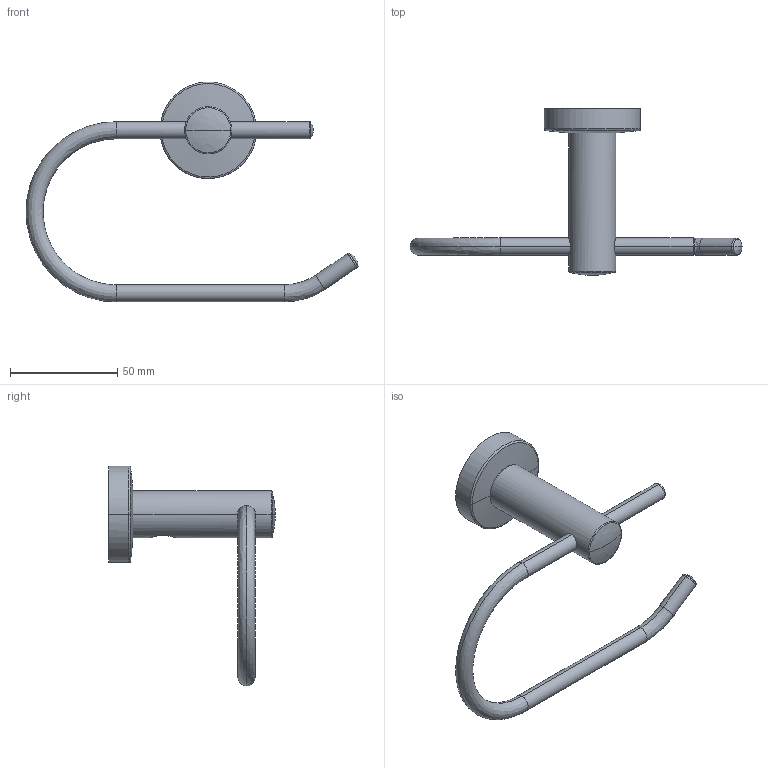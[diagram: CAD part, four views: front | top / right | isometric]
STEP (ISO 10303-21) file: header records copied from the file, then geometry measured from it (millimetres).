
FILE_DESCRIPTION(/* description */ (''),/* implementation_level */ '2;1');
FILE_NAME(/* name */ 'STEP - M1231_9506580',/* time_stamp */ '2025-01-16T10:13:44+11:00',/* author */ (''),/* organization */ (''),/* preprocessor_version */ 'ST-DEVELOPER v16.5',/* originating_system */ 'Rhino 7.37',/* authorisation */ '');
FILE_SCHEMA (('AUTOMOTIVE_DESIGN'));
Length unit declared in the file: millimetre
Products named in the file (5): Document; M1231_ASM; M12C22; 28433004; 2M120100123
Assembly tree (4 placements, depth 3):
  Document
    M1231_ASM
      M12C22
      28433004
      2M120100123
Bounding box: 154.82 x 77.64 x 102.46 mm (x, y, z)
Volume: 41304.2 mm3; surface area: 21481.8 mm2
Topology: 3 solids, 3 shells, 123 faces, 291 edges, 172 vertices
Faces by surface type: bspline 59, cylinder 51, plane 13
Entity records: 9031 total; most frequent: CARTESIAN_POINT 7081, ORIENTED_EDGE 570, EDGE_CURVE 285, B_SPLINE_CURVE_WITH_KNOTS 183, VERTEX_POINT 172, EDGE_LOOP 135, ADVANCED_FACE 123, FACE_OUTER_BOUND 123
